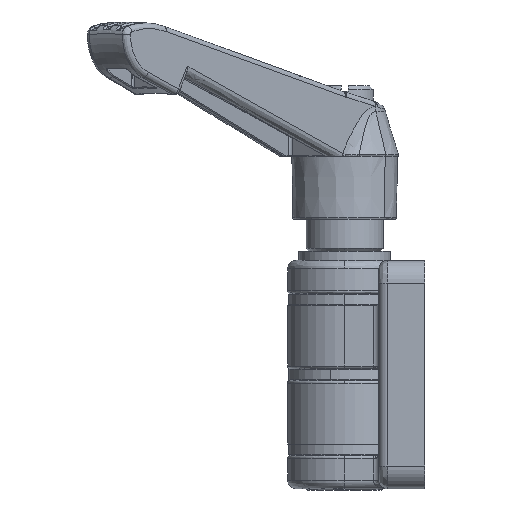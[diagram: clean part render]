
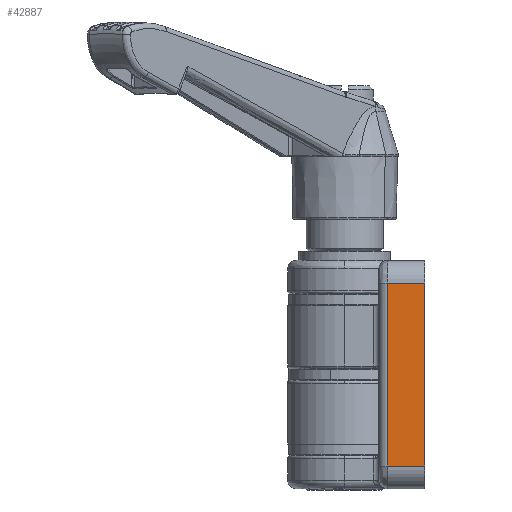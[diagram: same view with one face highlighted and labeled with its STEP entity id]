
A CAD part, left-side view. The second image highlights one B-rep face of the part: STEP entity #42887.
In plain terms, the highlighted planar face has unit normal (-1, 0, 0).
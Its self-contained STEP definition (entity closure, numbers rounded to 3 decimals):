
#1324 = CARTESIAN_POINT ( 'NONE',  ( -37., -14., -16. ) ) ;
#4381 = CARTESIAN_POINT ( 'NONE',  ( -37., -7.5, -16. ) ) ;
#5549 = EDGE_CURVE ( 'NONE', #46039, #37447, #42186, .T. ) ;
#5561 = EDGE_CURVE ( 'NONE', #37447, #30160, #55170, .T. ) ;
#7789 = CARTESIAN_POINT ( 'NONE',  ( -37., -6., -16. ) ) ;
#11005 = CARTESIAN_POINT ( 'NONE',  ( -37., -14., 16. ) ) ;
#12479 = DIRECTION ( 'NONE',  ( 0., -1., 0. ) ) ;
#12880 = LINE ( 'NONE', #7789, #23717 ) ;
#15774 = CARTESIAN_POINT ( 'NONE',  ( -37., -7.5, 16. ) ) ;
#16947 = CARTESIAN_POINT ( 'NONE',  ( -37., -6., -20. ) ) ;
#19835 = VECTOR ( 'NONE', #26354, 1000. ) ;
#20771 = PLANE ( 'NONE',  #30759 ) ;
#21539 = DIRECTION ( 'NONE',  ( 0., 0., 1. ) ) ;
#23643 = EDGE_LOOP ( 'NONE', ( #26162, #31139, #58648, #51407 ) ) ;
#23717 = VECTOR ( 'NONE', #12479, 1000. ) ;
#24926 = CARTESIAN_POINT ( 'NONE',  ( -37., -14., -20. ) ) ;
#25596 = VECTOR ( 'NONE', #28686, 1000. ) ;
#26005 = CARTESIAN_POINT ( 'NONE',  ( -37., -7.5, -20. ) ) ;
#26162 = ORIENTED_EDGE ( 'NONE', *, *, #46485, .T. ) ;
#26354 = DIRECTION ( 'NONE',  ( 0., 0., -1. ) ) ;
#26460 = CARTESIAN_POINT ( 'NONE',  ( -37., 0., 16. ) ) ;
#28686 = DIRECTION ( 'NONE',  ( 0., -1., 0. ) ) ;
#30160 = VERTEX_POINT ( 'NONE', #1324 ) ;
#30759 = AXIS2_PLACEMENT_3D ( 'NONE', #16947, #49186, #21539 ) ;
#30848 = VECTOR ( 'NONE', #58286, 1000. ) ;
#31139 = ORIENTED_EDGE ( 'NONE', *, *, #5561, .F. ) ;
#36493 = VERTEX_POINT ( 'NONE', #4381 ) ;
#37447 = VERTEX_POINT ( 'NONE', #11005 ) ;
#42186 = LINE ( 'NONE', #26460, #25596 ) ;
#42887 = ADVANCED_FACE ( 'NONE', ( #54964 ), #20771, .T. ) ;
#46039 = VERTEX_POINT ( 'NONE', #15774 ) ;
#46296 = EDGE_CURVE ( 'NONE', #36493, #46039, #55473, .T. ) ;
#46485 = EDGE_CURVE ( 'NONE', #36493, #30160, #12880, .T. ) ;
#49186 = DIRECTION ( 'NONE',  ( -1., 0., 0. ) ) ;
#51407 = ORIENTED_EDGE ( 'NONE', *, *, #46296, .F. ) ;
#54964 = FACE_OUTER_BOUND ( 'NONE', #23643, .T. ) ;
#55170 = LINE ( 'NONE', #24926, #19835 ) ;
#55473 = LINE ( 'NONE', #26005, #30848 ) ;
#58286 = DIRECTION ( 'NONE',  ( 0., 0., 1. ) ) ;
#58648 = ORIENTED_EDGE ( 'NONE', *, *, #5549, .F. ) ;
